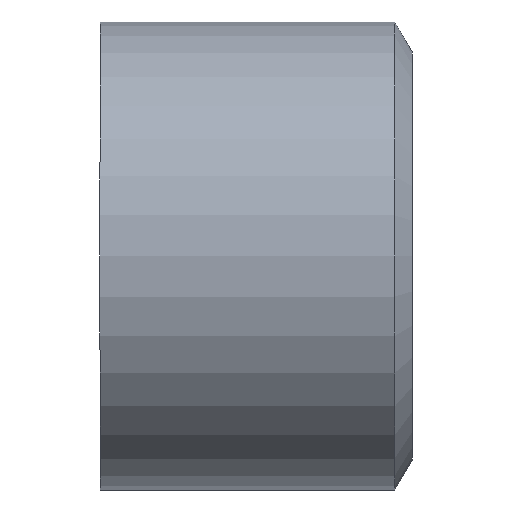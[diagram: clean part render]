
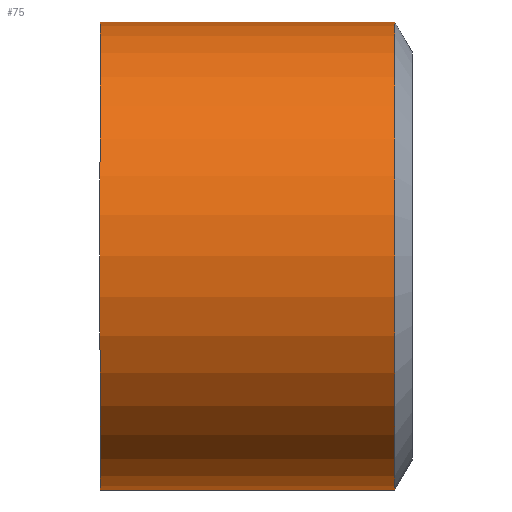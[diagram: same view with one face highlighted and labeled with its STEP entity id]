
A CAD part, left-side view. The second image highlights one B-rep face of the part: STEP entity #75.
In plain terms, the highlighted cylindrical face has radius 2.381 mm (diameter 4.763 mm), a partial arc.
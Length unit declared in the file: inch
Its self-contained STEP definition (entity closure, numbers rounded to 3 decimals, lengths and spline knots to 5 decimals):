
#8 = VECTOR ( 'NONE', #164, 39.37008 ) ;
#38 = CARTESIAN_POINT ( 'NONE',  ( 0., -0.11807, -0.09375 ) ) ;
#40 = CARTESIAN_POINT ( 'NONE',  ( 0., 0., 0.09375 ) ) ;
#44 = EDGE_CURVE ( 'NONE', #55, #48, #135, .T. ) ;
#48 = VERTEX_POINT ( 'NONE', #112 ) ;
#53 = AXIS2_PLACEMENT_3D ( 'NONE', #231, #180, #175 ) ;
#55 = VERTEX_POINT ( 'NONE', #38 ) ;
#57 = CYLINDRICAL_SURFACE ( 'NONE', #272, 0.09375 ) ;
#64 = ORIENTED_EDGE ( 'NONE', *, *, #44, .F. ) ;
#75 = ADVANCED_FACE ( 'NONE', ( #182 ), #57, .T. ) ;
#82 = CARTESIAN_POINT ( 'NONE',  ( 0., -0.11807, 0.09375 ) ) ;
#90 = DIRECTION ( 'NONE',  ( 0., 1., 0. ) ) ;
#112 = CARTESIAN_POINT ( 'NONE',  ( 0., 0., -0.09375 ) ) ;
#135 = LINE ( 'NONE', #198, #8 ) ;
#137 = VECTOR ( 'NONE', #218, 39.37008 ) ;
#141 = VERTEX_POINT ( 'NONE', #40 ) ;
#158 = ORIENTED_EDGE ( 'NONE', *, *, #297, .F. ) ;
#161 = DIRECTION ( 'NONE',  ( 0., 0., 1. ) ) ;
#163 = ORIENTED_EDGE ( 'NONE', *, *, #277, .T. ) ;
#164 = DIRECTION ( 'NONE',  ( 0., 1., 0. ) ) ;
#174 = DIRECTION ( 'NONE',  ( 0., 0., 1. ) ) ;
#175 = DIRECTION ( 'NONE',  ( 0., 0., -1. ) ) ;
#180 = DIRECTION ( 'NONE',  ( 0., 1., 0. ) ) ;
#182 = FACE_OUTER_BOUND ( 'NONE', #233, .T. ) ;
#198 = CARTESIAN_POINT ( 'NONE',  ( 0., 0., -0.09375 ) ) ;
#205 = DIRECTION ( 'NONE',  ( 0., 1., 0. ) ) ;
#218 = DIRECTION ( 'NONE',  ( 0., 1., 0. ) ) ;
#227 = CARTESIAN_POINT ( 'NONE',  ( 0., 0., 0. ) ) ;
#231 = CARTESIAN_POINT ( 'NONE',  ( 0., -0.11807, 0. ) ) ;
#233 = EDGE_LOOP ( 'NONE', ( #64, #238, #163, #158 ) ) ;
#238 = ORIENTED_EDGE ( 'NONE', *, *, #320, .T. ) ;
#242 = VERTEX_POINT ( 'NONE', #82 ) ;
#266 = LINE ( 'NONE', #303, #137 ) ;
#269 = CIRCLE ( 'NONE', #53, 0.09375 ) ;
#270 = AXIS2_PLACEMENT_3D ( 'NONE', #273, #90, #161 ) ;
#272 = AXIS2_PLACEMENT_3D ( 'NONE', #227, #205, #174 ) ;
#273 = CARTESIAN_POINT ( 'NONE',  ( 0., 0., 0. ) ) ;
#277 = EDGE_CURVE ( 'NONE', #242, #141, #266, .T. ) ;
#297 = EDGE_CURVE ( 'NONE', #48, #141, #322, .T. ) ;
#303 = CARTESIAN_POINT ( 'NONE',  ( 0., 0., 0.09375 ) ) ;
#320 = EDGE_CURVE ( 'NONE', #55, #242, #269, .T. ) ;
#322 = CIRCLE ( 'NONE', #270, 0.09375 ) ;
